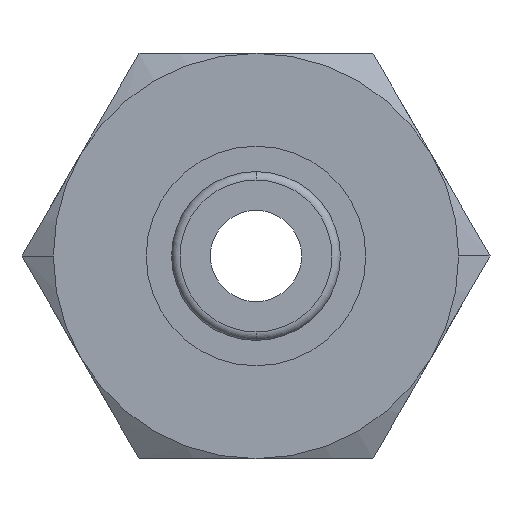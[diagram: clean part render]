
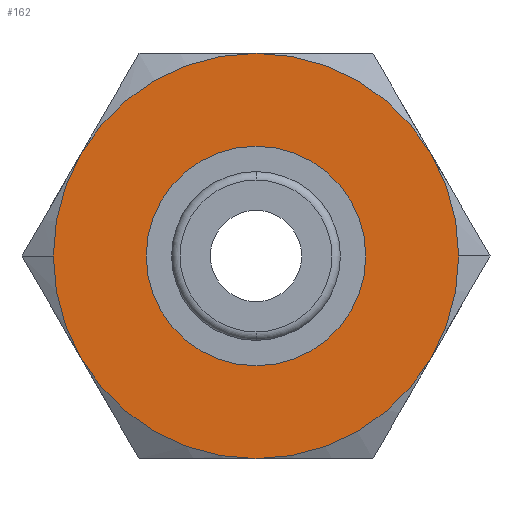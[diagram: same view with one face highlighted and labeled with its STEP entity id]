
A CAD part, front view. The second image highlights one B-rep face of the part: STEP entity #162.
In plain terms, the highlighted planar face has unit normal (0, -1, 0).
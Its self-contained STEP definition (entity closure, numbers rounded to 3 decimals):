
#162=ADVANCED_FACE('',(#345,#346),#347,.T.);
#345=FACE_OUTER_BOUND('',#556,.T.);
#346=FACE_BOUND('',#557,.T.);
#347=PLANE('',#558);
#556=EDGE_LOOP('',(#959,#960,#961,#962,#963,#964,#965,#966));
#557=EDGE_LOOP('',(#967,#968));
#558=AXIS2_PLACEMENT_3D('',#969,#970,#971);
#959=ORIENTED_EDGE('',*,*,#1404,.F.);
#960=ORIENTED_EDGE('',*,*,#1326,.F.);
#961=ORIENTED_EDGE('',*,*,#1405,.F.);
#962=ORIENTED_EDGE('',*,*,#1406,.F.);
#963=ORIENTED_EDGE('',*,*,#1407,.F.);
#964=ORIENTED_EDGE('',*,*,#1408,.F.);
#965=ORIENTED_EDGE('',*,*,#1390,.F.);
#966=ORIENTED_EDGE('',*,*,#1409,.F.);
#967=ORIENTED_EDGE('',*,*,#1277,.F.);
#968=ORIENTED_EDGE('',*,*,#1410,.F.);
#969=CARTESIAN_POINT('',(3.0,18.0,0.0));
#970=DIRECTION('',(-0.0,-1.0,-0.0));
#971=DIRECTION('',(-1.0,0.0,0.0));
#1277=EDGE_CURVE('',#1544,#1540,#1546,.T.);
#1326=EDGE_CURVE('',#1624,#1566,#1626,.T.);
#1390=EDGE_CURVE('',#1720,#1717,#1722,.T.);
#1404=EDGE_CURVE('',#1566,#1740,#1741,.T.);
#1405=EDGE_CURVE('',#1742,#1624,#1743,.T.);
#1406=EDGE_CURVE('',#1744,#1742,#1745,.T.);
#1407=EDGE_CURVE('',#1666,#1744,#1746,.T.);
#1408=EDGE_CURVE('',#1717,#1666,#1747,.T.);
#1409=EDGE_CURVE('',#1740,#1720,#1748,.T.);
#1410=EDGE_CURVE('',#1540,#1544,#1749,.T.);
#1540=VERTEX_POINT('',#2041);
#1544=VERTEX_POINT('',#2046);
#1546=CIRCLE('',#2049,3.25);
#1566=VERTEX_POINT('',#2073);
#1624=VERTEX_POINT('',#2179);
#1626=CIRCLE('',#2192,6.0);
#1666=VERTEX_POINT('',#2262);
#1717=VERTEX_POINT('',#2419);
#1720=VERTEX_POINT('',#2433);
#1722=CIRCLE('',#2446,6.0);
#1740=VERTEX_POINT('',#2466);
#1741=CIRCLE('',#2467,6.0);
#1742=VERTEX_POINT('',#2468);
#1743=CIRCLE('',#2469,6.0);
#1744=VERTEX_POINT('',#2470);
#1745=CIRCLE('',#2471,6.0);
#1746=CIRCLE('',#2472,6.0);
#1747=CIRCLE('',#2473,6.0);
#1748=CIRCLE('',#2474,6.0);
#1749=CIRCLE('',#2475,3.25);
#2041=CARTESIAN_POINT('',(3.25,18.0,0.));
#2046=CARTESIAN_POINT('',(-3.25,18.0,0.));
#2049=AXIS2_PLACEMENT_3D('',#2688,#2689,#2690);
#2073=CARTESIAN_POINT('',(5.196,18.0,3.0));
#2179=CARTESIAN_POINT('',(0.,18.0,6.0));
#2192=AXIS2_PLACEMENT_3D('',#2774,#2775,#2776);
#2262=CARTESIAN_POINT('',(-5.196,18.0,-3.0));
#2419=CARTESIAN_POINT('',(0.0,18.0,-6.0));
#2433=CARTESIAN_POINT('',(5.196,18.0,-3.0));
#2446=AXIS2_PLACEMENT_3D('',#2846,#2847,#2848);
#2466=CARTESIAN_POINT('',(6.0,18.0,0.));
#2467=AXIS2_PLACEMENT_3D('',#2869,#2870,#2871);
#2468=CARTESIAN_POINT('',(-5.196,18.0,3.0));
#2469=AXIS2_PLACEMENT_3D('',#2872,#2873,#2874);
#2470=CARTESIAN_POINT('',(-6.0,18.0,0.));
#2471=AXIS2_PLACEMENT_3D('',#2875,#2876,#2877);
#2472=AXIS2_PLACEMENT_3D('',#2878,#2879,#2880);
#2473=AXIS2_PLACEMENT_3D('',#2881,#2882,#2883);
#2474=AXIS2_PLACEMENT_3D('',#2884,#2885,#2886);
#2475=AXIS2_PLACEMENT_3D('',#2887,#2888,#2889);
#2688=CARTESIAN_POINT('',(0.0,18.0,0.0));
#2689=DIRECTION('',(0.0,-1.0,0.0));
#2690=DIRECTION('',(1.0,0.0,0.0));
#2774=CARTESIAN_POINT('',(0.0,18.0,0.0));
#2775=DIRECTION('',(-0.0,1.0,0.0));
#2776=DIRECTION('',(1.0,0.0,0.0));
#2846=CARTESIAN_POINT('',(0.0,18.0,0.0));
#2847=DIRECTION('',(-0.0,1.0,0.0));
#2848=DIRECTION('',(1.0,0.0,0.0));
#2869=CARTESIAN_POINT('',(0.0,18.0,0.0));
#2870=DIRECTION('',(-0.0,1.0,0.0));
#2871=DIRECTION('',(1.0,0.0,0.0));
#2872=CARTESIAN_POINT('',(0.0,18.0,0.0));
#2873=DIRECTION('',(-0.0,1.0,0.0));
#2874=DIRECTION('',(1.0,0.0,0.0));
#2875=CARTESIAN_POINT('',(0.0,18.0,0.0));
#2876=DIRECTION('',(-0.0,1.0,0.0));
#2877=DIRECTION('',(1.0,0.0,0.0));
#2878=CARTESIAN_POINT('',(0.0,18.0,0.0));
#2879=DIRECTION('',(-0.0,1.0,0.0));
#2880=DIRECTION('',(1.0,0.0,0.0));
#2881=CARTESIAN_POINT('',(0.0,18.0,0.0));
#2882=DIRECTION('',(-0.0,1.0,0.0));
#2883=DIRECTION('',(1.0,0.0,0.0));
#2884=CARTESIAN_POINT('',(0.0,18.0,0.0));
#2885=DIRECTION('',(-0.0,1.0,0.0));
#2886=DIRECTION('',(1.0,0.0,0.0));
#2887=CARTESIAN_POINT('',(0.0,18.0,0.0));
#2888=DIRECTION('',(0.0,-1.0,0.0));
#2889=DIRECTION('',(1.0,0.0,0.0));
